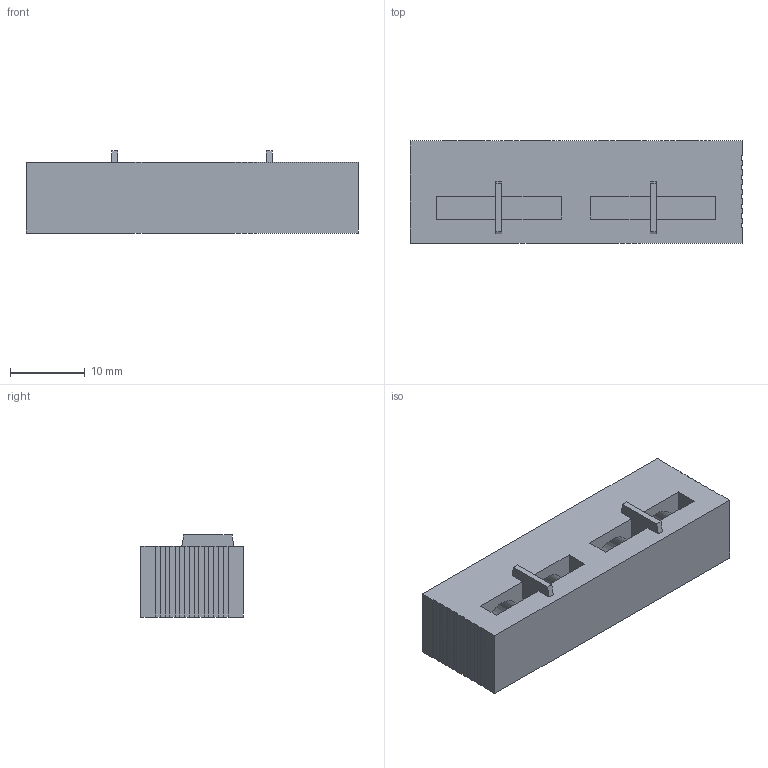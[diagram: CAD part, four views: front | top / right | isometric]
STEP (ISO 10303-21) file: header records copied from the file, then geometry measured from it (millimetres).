
FILE_DESCRIPTION (( 'STEP AP214' ), '1' );
FILE_NAME ('Äîïîëíèòåëüíûé êîíòàêò ïîïåðå÷íûé ÄÊÏ32-20 ÈÝÊ.STEP', '2017-12-25T08:05:16', ( '' ), ( '' ), 'SwSTEP 2.0', 'SolidWorks 2014', '' );
FILE_SCHEMA (( 'AUTOMOTIVE_DESIGN' ));
Length unit declared in the file: millimetre
Products named in the file (1): Äîïîëíèòåëüíûé êîíòàêò ïîïåðå÷íûé ÄÊÏ32-20 ÈÝÊ
Bounding box: 44.5 x 13.74 x 11 mm (x, y, z)
Volume: 4002.2 mm3; surface area: 3497 mm2
Topology: 1 solids, 1 shells, 100 faces, 290 edges, 194 vertices
Faces by surface type: plane 96, cylinder 4
Full cylindrical faces by diameter (mm): 6.5 x4
Entity records: 3250 total; most frequent: CARTESIAN_POINT 577, ORIENTED_EDGE 568, DIRECTION 494, EDGE_CURVE 284, LINE 276, VECTOR 276, VERTEX_POINT 192, EDGE_LOOP 114
